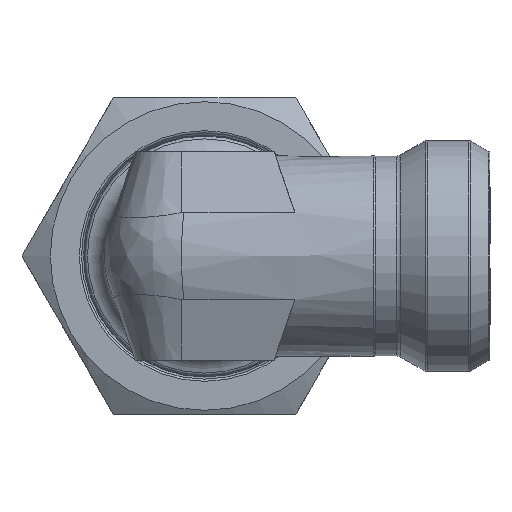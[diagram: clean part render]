
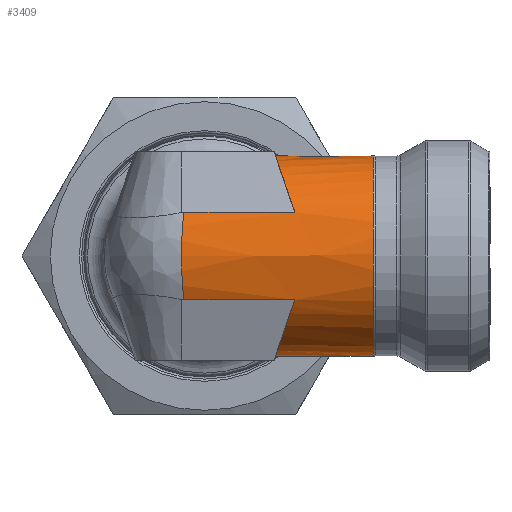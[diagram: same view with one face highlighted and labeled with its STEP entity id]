
A CAD part, left-side view. The second image highlights one B-rep face of the part: STEP entity #3409.
In plain terms, the highlighted free-form (B-spline) face has degree [4, 1] with [14, 2] control points.
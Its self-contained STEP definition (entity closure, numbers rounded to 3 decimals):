
#896=(
BOUNDED_SURFACE()
B_SPLINE_SURFACE(4,1,((#6294,#6295),(#6296,#6297),(#6298,#6299),(#6300,
#6301),(#6302,#6303),(#6304,#6305),(#6306,#6307),(#6308,#6309),(#6310,#6311),
(#6312,#6313),(#6314,#6315),(#6316,#6317),(#6318,#6319),(#6320,#6321)),
 .UNSPECIFIED.,.T.,.F.,.F.)
B_SPLINE_SURFACE_WITH_KNOTS((2,3,3,3,3,3,2),(2,2),(-0.25,0.,0.25,0.5,0.75,
1.,1.25),(0.,1.),.UNSPECIFIED.)
GEOMETRIC_REPRESENTATION_ITEM()
RATIONAL_B_SPLINE_SURFACE(((0.586,0.586),(0.586,
0.586),(0.552,0.552),(0.586,
0.586),(0.586,0.586),(0.552,
0.552),(0.586,0.586),(0.586,
0.586),(0.552,0.552),(0.586,
0.586),(0.586,0.586),(0.552,
0.552),(0.586,0.586),(0.586,
0.586)))
REPRESENTATION_ITEM('')
SURFACE()
);
#901=(
BOUNDED_CURVE()
B_SPLINE_CURVE(1,(#6272,#6273),.UNSPECIFIED.,.F.,.F.)
B_SPLINE_CURVE_WITH_KNOTS((2,2),(0.,1.),.UNSPECIFIED.)
CURVE()
GEOMETRIC_REPRESENTATION_ITEM()
RATIONAL_B_SPLINE_CURVE((0.577,0.577))
REPRESENTATION_ITEM('')
);
#902=(
BOUNDED_CURVE()
B_SPLINE_CURVE(1,(#6280,#6281),.UNSPECIFIED.,.F.,.F.)
B_SPLINE_CURVE_WITH_KNOTS((2,2),(0.,1.),.UNSPECIFIED.)
CURVE()
GEOMETRIC_REPRESENTATION_ITEM()
RATIONAL_B_SPLINE_CURVE((0.577,0.577))
REPRESENTATION_ITEM('')
);
#1026=B_SPLINE_CURVE_WITH_KNOTS('',3,(#6225,#6226,#6227,#6228,#6229,#6230,
#6231,#6232,#6233,#6234,#6235,#6236,#6237,#6238,#6239,#6240,#6241,#6242),
 .UNSPECIFIED.,.T.,.F.,(2,2,2,2,2,2,2,2,2,2,2),(-0.125,0.,0.125,0.25,0.375,
0.5,0.625,0.75,0.875,1.,1.125),.UNSPECIFIED.);
#1027=B_SPLINE_CURVE_WITH_KNOTS('',3,(#6244,#6245,#6246,#6247,#6248,#6249,
#6250,#6251,#6252,#6253,#6254,#6255,#6256,#6257),.UNSPECIFIED.,.F.,.F.,
(4,2,2,2,2,2,4),(0.,0.25,0.375,0.5,0.625,0.75,1.),.UNSPECIFIED.);
#1028=B_SPLINE_CURVE_WITH_KNOTS('',3,(#6260,#6261,#6262,#6263),
 .UNSPECIFIED.,.F.,.F.,(4,4),(0.,1.),.UNSPECIFIED.);
#1029=B_SPLINE_CURVE_WITH_KNOTS('',3,(#6265,#6266,#6267,#6268,#6269,#6270),
 .UNSPECIFIED.,.F.,.F.,(4,2,4),(0.,0.5,1.),.UNSPECIFIED.);
#1030=B_SPLINE_CURVE_WITH_KNOTS('',3,(#6275,#6276,#6277,#6278),
 .UNSPECIFIED.,.F.,.F.,(4,4),(0.,1.),.UNSPECIFIED.);
#1031=B_SPLINE_CURVE_WITH_KNOTS('',3,(#6283,#6284,#6285,#6286,#6287,#6288),
 .UNSPECIFIED.,.F.,.F.,(4,2,4),(0.,0.5,1.),.UNSPECIFIED.);
#1032=B_SPLINE_CURVE_WITH_KNOTS('',3,(#6290,#6291,#6292,#6293),
 .UNSPECIFIED.,.F.,.F.,(4,4),(0.,1.),.UNSPECIFIED.);
#1249=EDGE_LOOP('',(#1734));
#1250=EDGE_LOOP('',(#1735,#1736,#1737,#1738,#1739,#1740,#1741,#1742));
#1734=ORIENTED_EDGE('',*,*,#2897,.F.);
#1735=ORIENTED_EDGE('',*,*,#2898,.T.);
#1736=ORIENTED_EDGE('',*,*,#2899,.T.);
#1737=ORIENTED_EDGE('',*,*,#2900,.T.);
#1738=ORIENTED_EDGE('',*,*,#2901,.T.);
#1739=ORIENTED_EDGE('',*,*,#2902,.T.);
#1740=ORIENTED_EDGE('',*,*,#2903,.F.);
#1741=ORIENTED_EDGE('',*,*,#2904,.F.);
#1742=ORIENTED_EDGE('',*,*,#2905,.F.);
#2897=EDGE_CURVE('',#3990,#3990,#1026,.T.);
#2898=EDGE_CURVE('',#3991,#3992,#1027,.T.);
#2899=EDGE_CURVE('',#3992,#3993,#1028,.T.);
#2900=EDGE_CURVE('',#3993,#3994,#1029,.T.);
#2901=EDGE_CURVE('',#3994,#3995,#901,.T.);
#2902=EDGE_CURVE('',#3995,#3996,#1030,.T.);
#2903=EDGE_CURVE('',#3997,#3996,#902,.T.);
#2904=EDGE_CURVE('',#3998,#3997,#1031,.T.);
#2905=EDGE_CURVE('',#3991,#3998,#1032,.T.);
#3409=ADVANCED_FACE('',(#3684,#3685),#896,.T.);
#3684=FACE_BOUND('',#1249,.T.);
#3685=FACE_BOUND('',#1250,.T.);
#3990=VERTEX_POINT('',#6243);
#3991=VERTEX_POINT('',#6258);
#3992=VERTEX_POINT('',#6259);
#3993=VERTEX_POINT('',#6264);
#3994=VERTEX_POINT('',#6271);
#3995=VERTEX_POINT('',#6274);
#3996=VERTEX_POINT('',#6279);
#3997=VERTEX_POINT('',#6282);
#3998=VERTEX_POINT('',#6289);
#6225=CARTESIAN_POINT('',(-3.436,-21.857,-13.));
#6226=CARTESIAN_POINT('',(3.436,-21.857,-13.));
#6227=CARTESIAN_POINT('',(6.796,-21.857,-11.592));
#6228=CARTESIAN_POINT('',(11.604,-21.857,-6.777));
#6229=CARTESIAN_POINT('',(13.004,-21.857,-3.4));
#6230=CARTESIAN_POINT('',(12.996,-21.857,3.433));
#6231=CARTESIAN_POINT('',(11.581,-21.857,6.809));
#6232=CARTESIAN_POINT('',(6.785,-21.857,11.595));
#6233=CARTESIAN_POINT('',(3.393,-21.857,13.002));
#6234=CARTESIAN_POINT('',(-3.408,-21.857,12.998));
#6235=CARTESIAN_POINT('',(-6.786,-21.857,11.603));
#6236=CARTESIAN_POINT('',(-11.617,-21.857,6.763));
#6237=CARTESIAN_POINT('',(-13.003,-21.857,3.377));
#6238=CARTESIAN_POINT('',(-12.997,-21.857,-3.399));
#6239=CARTESIAN_POINT('',(-11.593,-21.857,-6.793));
#6240=CARTESIAN_POINT('',(-6.785,-21.857,-11.598));
#6241=CARTESIAN_POINT('',(-3.436,-21.857,-13.));
#6242=CARTESIAN_POINT('',(3.436,-21.857,-13.));
#6243=CARTESIAN_POINT('',(0.,-21.857,-13.));
#6244=CARTESIAN_POINT('',(5.091,-6.658,-11.962));
#6245=CARTESIAN_POINT('',(6.955,-9.094,-11.168));
#6246=CARTESIAN_POINT('',(8.755,-11.449,-9.917));
#6247=CARTESIAN_POINT('',(11.013,-14.402,-7.015));
#6248=CARTESIAN_POINT('',(11.696,-15.295,-5.852));
#6249=CARTESIAN_POINT('',(12.69,-16.594,-3.165));
#6250=CARTESIAN_POINT('',(12.998,-16.998,-1.617));
#6251=CARTESIAN_POINT('',(13.002,-17.002,1.588));
#6252=CARTESIAN_POINT('',(12.694,-16.6,3.151));
#6253=CARTESIAN_POINT('',(11.697,-15.296,5.854));
#6254=CARTESIAN_POINT('',(11.012,-14.401,7.017));
#6255=CARTESIAN_POINT('',(8.752,-11.445,9.92));
#6256=CARTESIAN_POINT('',(6.948,-9.086,11.171));
#6257=CARTESIAN_POINT('',(5.091,-6.658,11.962));
#6258=CARTESIAN_POINT('',(5.091,-6.658,-11.962));
#6259=CARTESIAN_POINT('',(5.091,-6.658,11.962));
#6260=CARTESIAN_POINT('',(5.091,-6.658,11.962));
#6261=CARTESIAN_POINT('',(4.082,-7.458,12.391));
#6262=CARTESIAN_POINT('',(3.084,-8.321,12.669));
#6263=CARTESIAN_POINT('',(2.096,-9.231,12.83));
#6264=CARTESIAN_POINT('',(2.096,-9.231,12.83));
#6265=CARTESIAN_POINT('',(2.096,-9.231,12.83));
#6266=CARTESIAN_POINT('',(-0.672,-9.075,13.282));
#6267=CARTESIAN_POINT('',(-3.624,-9.245,12.789));
#6268=CARTESIAN_POINT('',(-8.528,-10.138,10.196));
#6269=CARTESIAN_POINT('',(-10.514,-10.858,8.105));
#6270=CARTESIAN_POINT('',(-11.691,-11.691,5.686));
#6271=CARTESIAN_POINT('',(-11.691,-11.691,5.686));
#6272=CARTESIAN_POINT('',(-11.691,-11.691,5.686));
#6273=CARTESIAN_POINT('',(-11.691,2.698,5.686));
#6274=CARTESIAN_POINT('',(-11.691,2.698,5.686));
#6275=CARTESIAN_POINT('',(-11.691,2.698,5.686));
#6276=CARTESIAN_POINT('',(-13.4,3.092,2.171));
#6277=CARTESIAN_POINT('',(-13.41,3.095,-2.15));
#6278=CARTESIAN_POINT('',(-11.691,2.698,-5.686));
#6279=CARTESIAN_POINT('',(-11.691,2.698,-5.686));
#6280=CARTESIAN_POINT('',(-11.691,-11.691,-5.686));
#6281=CARTESIAN_POINT('',(-11.691,2.698,-5.686));
#6282=CARTESIAN_POINT('',(-11.691,-11.691,-5.686));
#6283=CARTESIAN_POINT('',(2.096,-9.231,-12.83));
#6284=CARTESIAN_POINT('',(-0.672,-9.075,-13.282));
#6285=CARTESIAN_POINT('',(-3.624,-9.245,-12.789));
#6286=CARTESIAN_POINT('',(-8.528,-10.138,-10.196));
#6287=CARTESIAN_POINT('',(-10.514,-10.858,-8.105));
#6288=CARTESIAN_POINT('',(-11.691,-11.691,-5.686));
#6289=CARTESIAN_POINT('',(2.096,-9.231,-12.83));
#6290=CARTESIAN_POINT('',(5.091,-6.658,-11.962));
#6291=CARTESIAN_POINT('',(4.083,-7.457,-12.391));
#6292=CARTESIAN_POINT('',(3.085,-8.32,-12.668));
#6293=CARTESIAN_POINT('',(2.096,-9.231,-12.83));
#6294=CARTESIAN_POINT('',(-4.596,4.596,-13.));
#6295=CARTESIAN_POINT('',(-4.596,-25.,-13.));
#6296=CARTESIAN_POINT('',(4.596,-4.596,-13.));
#6297=CARTESIAN_POINT('',(4.596,-25.,-13.));
#6298=CARTESIAN_POINT('',(10.702,-10.702,-10.702));
#6299=CARTESIAN_POINT('',(10.702,-25.,-10.702));
#6300=CARTESIAN_POINT('',(13.,-13.,-4.596));
#6301=CARTESIAN_POINT('',(13.,-25.,-4.596));
#6302=CARTESIAN_POINT('',(13.,-13.,4.596));
#6303=CARTESIAN_POINT('',(13.,-25.,4.596));
#6304=CARTESIAN_POINT('',(10.702,-10.702,10.702));
#6305=CARTESIAN_POINT('',(10.702,-25.,10.702));
#6306=CARTESIAN_POINT('',(4.596,-4.596,13.));
#6307=CARTESIAN_POINT('',(4.596,-25.,13.));
#6308=CARTESIAN_POINT('',(-4.596,4.596,13.));
#6309=CARTESIAN_POINT('',(-4.596,-25.,13.));
#6310=CARTESIAN_POINT('',(-10.702,10.702,10.702));
#6311=CARTESIAN_POINT('',(-10.702,-25.,10.702));
#6312=CARTESIAN_POINT('',(-13.,13.,4.596));
#6313=CARTESIAN_POINT('',(-13.,-25.,4.596));
#6314=CARTESIAN_POINT('',(-13.,13.,-4.596));
#6315=CARTESIAN_POINT('',(-13.,-25.,-4.596));
#6316=CARTESIAN_POINT('',(-10.702,10.702,-10.702));
#6317=CARTESIAN_POINT('',(-10.702,-25.,-10.702));
#6318=CARTESIAN_POINT('',(-4.596,4.596,-13.));
#6319=CARTESIAN_POINT('',(-4.596,-25.,-13.));
#6320=CARTESIAN_POINT('',(4.596,-4.596,-13.));
#6321=CARTESIAN_POINT('',(4.596,-25.,-13.));
